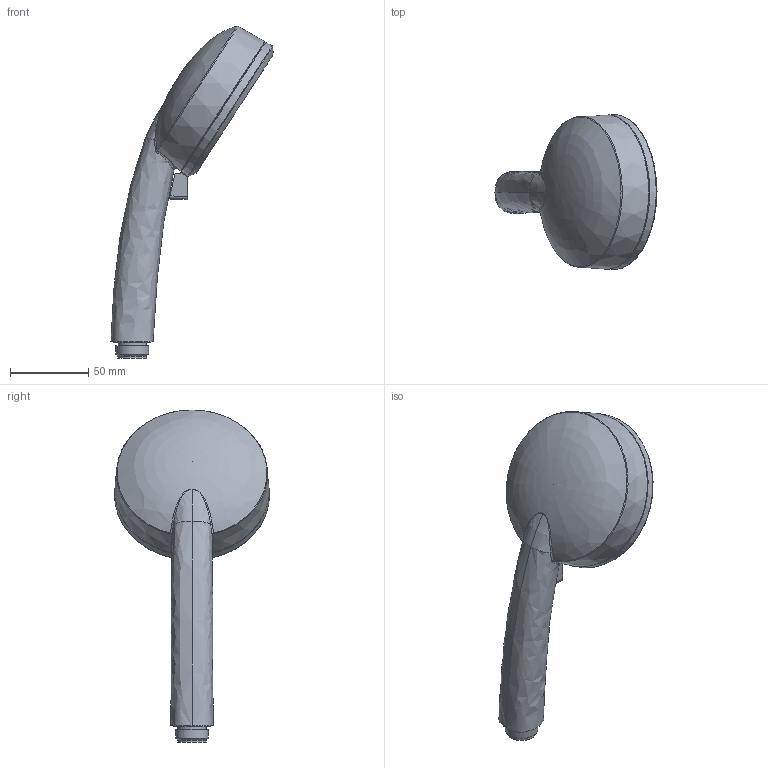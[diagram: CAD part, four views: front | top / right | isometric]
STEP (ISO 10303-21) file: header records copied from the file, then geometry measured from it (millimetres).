
FILE_DESCRIPTION(/* description */ ('Unknown'),/* implementation_level */ '2;1');
FILE_NAME(/* name */ '26131000',/* time_stamp */ '2022-09-08T17:00:42+02:00',/* author */ ('Unknown'),/* organization */ ('GROHE AG'),/* preprocessor_version */ 'ST-DEVELOPER v16.7',/* originating_system */ 'DEX',/* authorisation */ $);
FILE_SCHEMA (('AUTOMOTIVE_DESIGN {1 0 10303 214 3 1 1}'));
Length unit declared in the file: millimetre
Products named in the file (2): 26131000; id11
Assembly tree (1 placements, depth 2):
  26131000
    id11
Bounding box: 103.77 x 99.24 x 212.57 mm (x, y, z)
Surface area: 45217.9 mm2 (no closed solid volume)
Topology: 0 solids, 4 shells, 47 faces, 127 edges, 84 vertices
Faces by surface type: bspline 27, plane 9, cylinder 4, cone 4, torus 3
Full cylindrical faces by diameter (mm): 18.2 x1, 18.4 x1, 20.955 x1
Entity records: 2960 total; most frequent: CARTESIAN_POINT 1751, ORIENTED_EDGE 203, DIRECTION 117, EDGE_CURVE 112, VERTEX_POINT 79, B_SPLINE_CURVE_WITH_KNOTS 68, FACE_BOUND 59, EDGE_LOOP 58
